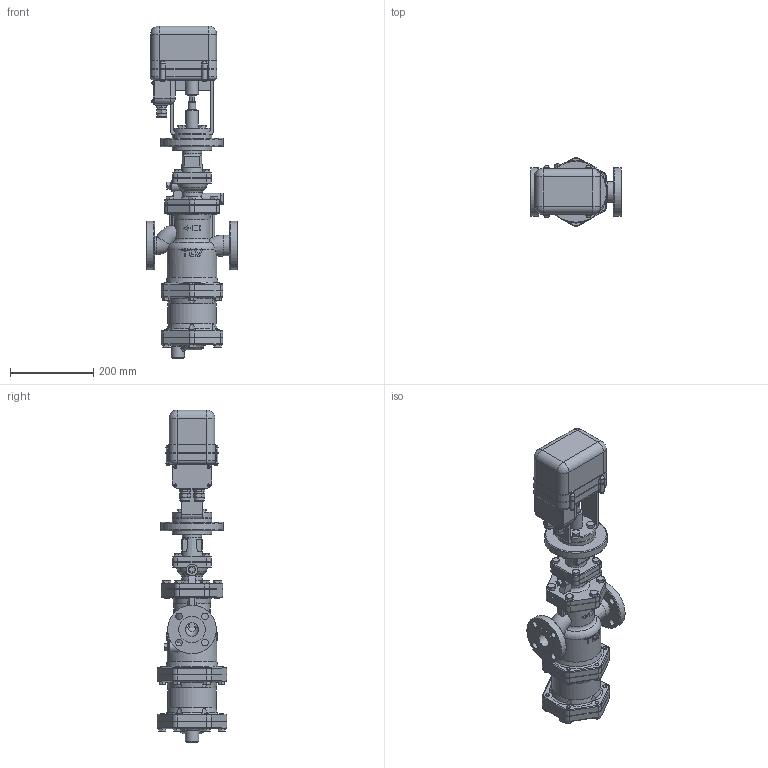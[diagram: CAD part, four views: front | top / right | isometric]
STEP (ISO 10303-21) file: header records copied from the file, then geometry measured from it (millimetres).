
FILE_DESCRIPTION((''),'2;1');
FILE_NAME('ccs3x-032-a0150-00.stp','2011-07-14T10:31:33',('knakanishi'),(''),'Autodesk Inventor 2012','Autodesk Inventor 2012','');
FILE_SCHEMA(('AUTOMOTIVE_DESIGN { 1 0 10303 214 1 1 1 1 }'));
Length unit declared in the file: millimetre
Products named in the file (1): ccs3x-032-a0150-00
Bounding box: 220 x 166.02 x 797 mm (x, y, z)
Surface area: 633876.6 mm2 (no closed solid volume)
Topology: 0 solids, 1 shells, 1271 faces, 3077 edges, 1900 vertices
Faces by surface type: plane 586, cylinder 319, cone 194, torus 117, bspline 46, sphere 9
Full cylindrical faces by diameter (mm): 4.6 x4, 5.3 x4, 7 x4, 9 x12, 10 x4, 12 x6, 16 x8, 16.66 x2, 17.475 x1, 18 x2, 20 x2, 23 x1, 24 x2, 26 x1, 27 x1, 28 x1, 30 x1, 32 x4, 44 x1, 46 x1, 50 x2, 60 x1, 63.5 x2, 95 x2, 100 x1, 116 x1, 117 x2, 120 x2, 126 x1, 150 x1
Entity records: 39183 total; most frequent: CARTESIAN_POINT 11074, ORIENTED_EDGE 5882, DIRECTION 5746, EDGE_CURVE 2941, AXIS2_PLACEMENT_3D 2244, VERTEX_POINT 1873, EDGE_LOOP 1498, FACE_OUTER_BOUND 1271
